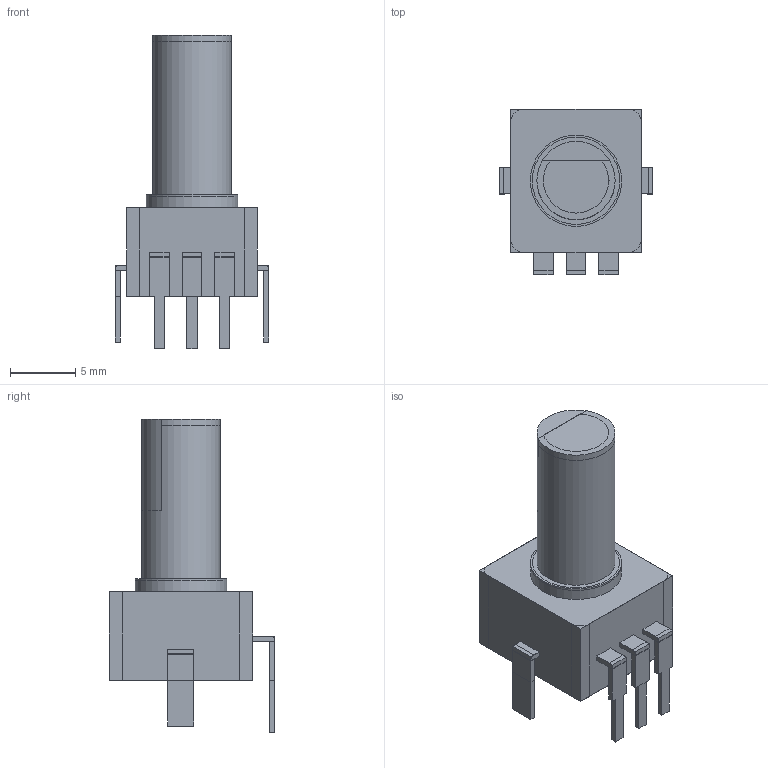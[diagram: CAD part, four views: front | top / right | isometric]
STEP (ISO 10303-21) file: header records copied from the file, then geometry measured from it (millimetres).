
FILE_DESCRIPTION(('FreeCAD Model'),'2;1');
FILE_NAME('Open CASCADE Shape Model','2022-08-06T20:12:30',(''),(''), 'Open CASCADE STEP processor 7.6','FreeCAD','Unknown');
FILE_SCHEMA(('AUTOMOTIVE_DESIGN { 1 0 10303 214 1 1 1 1 }'));
Length unit declared in the file: millimetre
Products named in the file (30): PT01_D120D; Body; Sketch; Pad; Sketch001; Pad001; DatumPlane; Sketch002; Pad002; Leg2; Sketch003; Pad003; Sketch004; Pad004; Sketch005; Pocket; Leg4; Sketch006; Pad005; Sketch007; Pad006; Sketch008; Pad007; Sketch009; Pad008; Pad009; Fillet; Fillet001; Fillet002; Chamfer
Assembly tree (32 placements, depth 2):
  PT01_D120D
    Body
    Sketch
    Pad
    Sketch001
    Pad001
    DatumPlane
    Sketch002
    Pad002
    Leg2  x3
    Sketch003
    Pad003
    Sketch004
    Pad004
    Sketch005
    Pocket
    Leg4  x2
    Sketch006
    Pad005
    Sketch007
    Pad006
    Sketch008
    Pad007
    Sketch009
    Pad008
    Pad009
    Fillet
    Fillet001
    Fillet002
    Chamfer
Bounding box: 11.8 x 12.7 x 24 mm (x, y, z)
Surface area: 5885.3 mm2
Topology: 21 solids, 21 shells, 348 faces, 835 edges, 607 vertices
Faces by surface type: plane 302, cylinder 42, torus 2, cone 2
Full cylindrical faces by diameter (mm): 6 x3, 7 x8
Entity records: 10070 total; most frequent: CARTESIAN_POINT 1699, DIRECTION 1584, ORIENTED_EDGE 1470, EDGE_CURVE 735, LINE 676, VECTOR 676, VERTEX_POINT 489, AXIS2_PLACEMENT_3D 454
